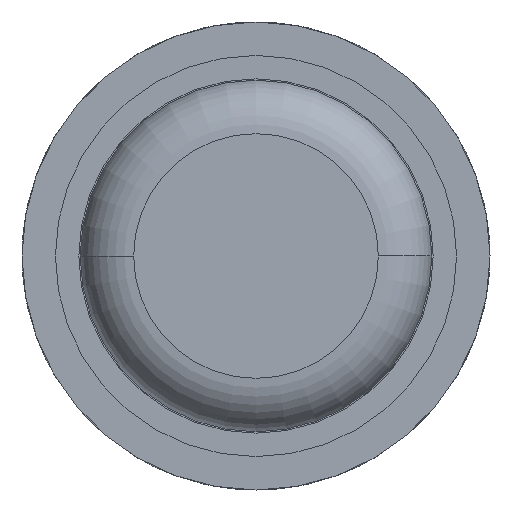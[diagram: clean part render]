
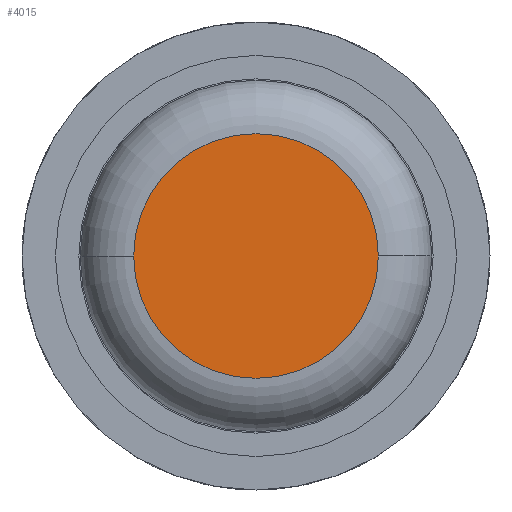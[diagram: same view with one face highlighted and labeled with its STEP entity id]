
A CAD part, front view. The second image highlights one B-rep face of the part: STEP entity #4015.
In plain terms, the highlighted planar face has unit normal (0, -1, 0).
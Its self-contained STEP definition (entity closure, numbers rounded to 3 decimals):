
#206 = CIRCLE ( 'NONE', #3400, 0.915 ) ;
#494 = CARTESIAN_POINT ( 'NONE',  ( 0., 0., 0. ) ) ;
#521 = DIRECTION ( 'NONE',  ( 0., -1., 0. ) ) ;
#553 = EDGE_CURVE ( 'Defeature ausgef�hrt1_93+Defeature ausgef�hrt1_94+Defeature ausgef�hrt1_94+Defeature ausgef�hrt1_94', #1087, #631, #3962, .T. ) ;
#631 = VERTEX_POINT ( 'NONE', #4778 ) ;
#726 = DIRECTION ( 'NONE',  ( 0., -1., 0. ) ) ;
#1087 = VERTEX_POINT ( 'NONE', #4295 ) ;
#1437 = ORIENTED_EDGE ( 'NONE', *, *, #1833, .T. ) ;
#1793 = AXIS2_PLACEMENT_3D ( 'NONE', #6081, #3247, #3666 ) ;
#1833 = EDGE_CURVE ( 'Defeature ausgef�hrt1_93+Defeature ausgef�hrt1_94+Defeature ausgef�hrt1_94+Defeature ausgef�hrt1_94', #631, #1087, #206, .T. ) ;
#2606 = FACE_OUTER_BOUND ( 'NONE', #5780, .T. ) ;
#2722 = PLANE ( 'NONE',  #1793 ) ;
#3247 = DIRECTION ( 'NONE',  ( 0., 1., 0. ) ) ;
#3400 = AXIS2_PLACEMENT_3D ( 'NONE', #6011, #726, #5043 ) ;
#3666 = DIRECTION ( 'NONE',  ( -1., 0., 0. ) ) ;
#3962 = CIRCLE ( 'NONE', #4012, 0.915 ) ;
#4012 = AXIS2_PLACEMENT_3D ( 'NONE', #494, #521, #4797 ) ;
#4015 = ADVANCED_FACE ( 'Defeature ausgef�hrt1_93', ( #2606 ), #2722, .F. ) ;
#4295 = CARTESIAN_POINT ( 'NONE',  ( 0.915, 0., 0. ) ) ;
#4778 = CARTESIAN_POINT ( 'NONE',  ( -0.915, 0., 0. ) ) ;
#4797 = DIRECTION ( 'NONE',  ( -1., 0., 0. ) ) ;
#5043 = DIRECTION ( 'NONE',  ( -1., 0., 0. ) ) ;
#5780 = EDGE_LOOP ( 'NONE', ( #1437, #5890 ) ) ;
#5890 = ORIENTED_EDGE ( 'NONE', *, *, #553, .T. ) ;
#6011 = CARTESIAN_POINT ( 'NONE',  ( 0., 0., 0. ) ) ;
#6081 = CARTESIAN_POINT ( 'NONE',  ( 0., 0., 0. ) ) ;
